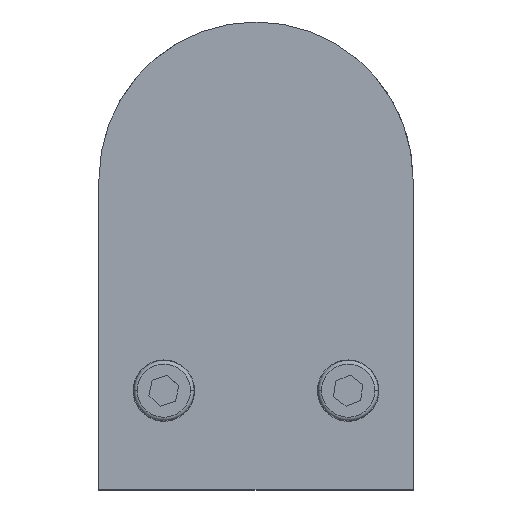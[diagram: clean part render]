
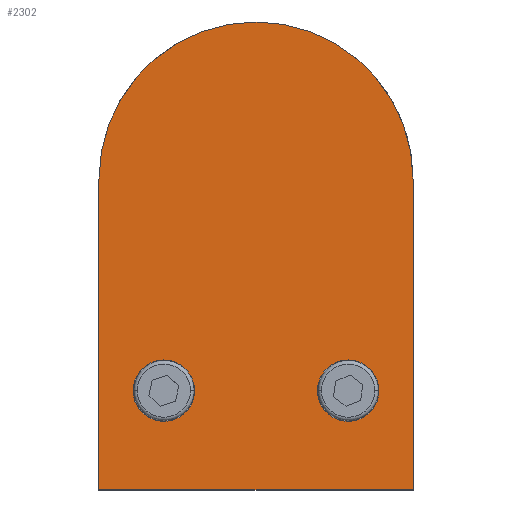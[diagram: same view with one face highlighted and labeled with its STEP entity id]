
A CAD part, top view. The second image highlights one B-rep face of the part: STEP entity #2302.
In plain terms, the highlighted planar face has unit normal (0, 0, 1).
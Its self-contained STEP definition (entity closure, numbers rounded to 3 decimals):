
#4 = EDGE_CURVE ( 'NONE', #3188, #2214, #86, .T. ) ;
#49 = DIRECTION ( 'NONE',  ( 0., 0., 1. ) ) ;
#84 = DIRECTION ( 'NONE',  ( 1., 0., 0. ) ) ;
#86 = CIRCLE ( 'NONE', #517, 23. ) ;
#117 = CARTESIAN_POINT ( 'NONE',  ( 45.1, 11.496, 14.25 ) ) ;
#180 = ORIENTED_EDGE ( 'NONE', *, *, #1889, .F. ) ;
#230 = CARTESIAN_POINT ( 'NONE',  ( 23., 0., 14.25 ) ) ;
#256 = VECTOR ( 'NONE', #1526, 1000. ) ;
#298 = CARTESIAN_POINT ( 'NONE',  ( 13.5, 26., 14.25 ) ) ;
#306 = CARTESIAN_POINT ( 'NONE',  ( 0., 57., 14.25 ) ) ;
#420 = CARTESIAN_POINT ( 'NONE',  ( -9., 26., 14.25 ) ) ;
#425 = ORIENTED_EDGE ( 'NONE', *, *, #1635, .T. ) ;
#517 = AXIS2_PLACEMENT_3D ( 'NONE', #1328, #2613, #1297 ) ;
#537 = AXIS2_PLACEMENT_3D ( 'NONE', #298, #2389, #2972 ) ;
#550 = DIRECTION ( 'NONE',  ( 1., 0., 0. ) ) ;
#642 = AXIS2_PLACEMENT_3D ( 'NONE', #306, #1628, #1576 ) ;
#715 = EDGE_CURVE ( 'NONE', #978, #2708, #3352, .T. ) ;
#727 = LINE ( 'NONE', #1498, #2319 ) ;
#774 = EDGE_CURVE ( 'NONE', #2708, #978, #2251, .T. ) ;
#802 = ORIENTED_EDGE ( 'NONE', *, *, #974, .F. ) ;
#856 = DIRECTION ( 'NONE',  ( 0., 0., 1. ) ) ;
#905 = ORIENTED_EDGE ( 'NONE', *, *, #3205, .F. ) ;
#911 = AXIS2_PLACEMENT_3D ( 'NONE', #2915, #2368, #550 ) ;
#919 = DIRECTION ( 'NONE',  ( -1., 0., 0. ) ) ;
#955 = EDGE_LOOP ( 'NONE', ( #180, #2939, #3031, #425 ) ) ;
#974 = EDGE_CURVE ( 'NONE', #3306, #2614, #1244, .T. ) ;
#978 = VERTEX_POINT ( 'NONE', #1339 ) ;
#1102 = CARTESIAN_POINT ( 'NONE',  ( 18., 26., 14.25 ) ) ;
#1125 = CARTESIAN_POINT ( 'NONE',  ( 13.5, 26., 14.25 ) ) ;
#1138 = LINE ( 'NONE', #117, #1473 ) ;
#1244 = CIRCLE ( 'NONE', #911, 4.5 ) ;
#1256 = LINE ( 'NONE', #230, #256 ) ;
#1297 = DIRECTION ( 'NONE',  ( 1., 0., 0. ) ) ;
#1328 = CARTESIAN_POINT ( 'NONE',  ( 0., 57., 14.25 ) ) ;
#1332 = FACE_BOUND ( 'NONE', #3058, .T. ) ;
#1339 = CARTESIAN_POINT ( 'NONE',  ( 9., 26., 14.25 ) ) ;
#1457 = CIRCLE ( 'NONE', #3279, 4.5 ) ;
#1473 = VECTOR ( 'NONE', #919, 1000. ) ;
#1474 = AXIS2_PLACEMENT_3D ( 'NONE', #1125, #49, #84 ) ;
#1498 = CARTESIAN_POINT ( 'NONE',  ( -23., 0., 14.25 ) ) ;
#1526 = DIRECTION ( 'NONE',  ( 0., 1., 0. ) ) ;
#1576 = DIRECTION ( 'NONE',  ( 1., 0., 0. ) ) ;
#1628 = DIRECTION ( 'NONE',  ( 0., 0., 1. ) ) ;
#1635 = EDGE_CURVE ( 'NONE', #2214, #2199, #727, .T. ) ;
#1650 = ORIENTED_EDGE ( 'NONE', *, *, #774, .F. ) ;
#1804 = ORIENTED_EDGE ( 'NONE', *, *, #715, .F. ) ;
#1832 = DIRECTION ( 'NONE',  ( 0., -1., 0. ) ) ;
#1889 = EDGE_CURVE ( 'NONE', #3083, #2199, #1138, .T. ) ;
#1909 = DIRECTION ( 'NONE',  ( 1., 0., 0. ) ) ;
#2101 = FACE_BOUND ( 'NONE', #2608, .T. ) ;
#2164 = EDGE_CURVE ( 'NONE', #3083, #3188, #1256, .T. ) ;
#2166 = CARTESIAN_POINT ( 'NONE',  ( -13.5, 26., 14.25 ) ) ;
#2199 = VERTEX_POINT ( 'NONE', #3130 ) ;
#2214 = VERTEX_POINT ( 'NONE', #3197 ) ;
#2218 = CARTESIAN_POINT ( 'NONE',  ( -18., 26., 14.25 ) ) ;
#2251 = CIRCLE ( 'NONE', #1474, 4.5 ) ;
#2302 = ADVANCED_FACE ( 'NONE', ( #1332, #2101, #2665 ), #2926, .T. ) ;
#2319 = VECTOR ( 'NONE', #1832, 1000. ) ;
#2368 = DIRECTION ( 'NONE',  ( 0., 0., 1. ) ) ;
#2389 = DIRECTION ( 'NONE',  ( 0., 0., 1. ) ) ;
#2608 = EDGE_LOOP ( 'NONE', ( #1650, #1804 ) ) ;
#2613 = DIRECTION ( 'NONE',  ( 0., 0., 1. ) ) ;
#2614 = VERTEX_POINT ( 'NONE', #420 ) ;
#2665 = FACE_OUTER_BOUND ( 'NONE', #955, .T. ) ;
#2708 = VERTEX_POINT ( 'NONE', #1102 ) ;
#2915 = CARTESIAN_POINT ( 'NONE',  ( -13.5, 26., 14.25 ) ) ;
#2926 = PLANE ( 'NONE',  #642 ) ;
#2939 = ORIENTED_EDGE ( 'NONE', *, *, #2164, .T. ) ;
#2972 = DIRECTION ( 'NONE',  ( 1., 0., 0. ) ) ;
#3031 = ORIENTED_EDGE ( 'NONE', *, *, #4, .T. ) ;
#3058 = EDGE_LOOP ( 'NONE', ( #905, #802 ) ) ;
#3083 = VERTEX_POINT ( 'NONE', #3143 ) ;
#3130 = CARTESIAN_POINT ( 'NONE',  ( -23., 11.496, 14.25 ) ) ;
#3143 = CARTESIAN_POINT ( 'NONE',  ( 23., 11.496, 14.25 ) ) ;
#3188 = VERTEX_POINT ( 'NONE', #3213 ) ;
#3197 = CARTESIAN_POINT ( 'NONE',  ( -23., 57., 14.25 ) ) ;
#3205 = EDGE_CURVE ( 'NONE', #2614, #3306, #1457, .T. ) ;
#3213 = CARTESIAN_POINT ( 'NONE',  ( 23., 57., 14.25 ) ) ;
#3279 = AXIS2_PLACEMENT_3D ( 'NONE', #2166, #856, #1909 ) ;
#3306 = VERTEX_POINT ( 'NONE', #2218 ) ;
#3352 = CIRCLE ( 'NONE', #537, 4.5 ) ;
